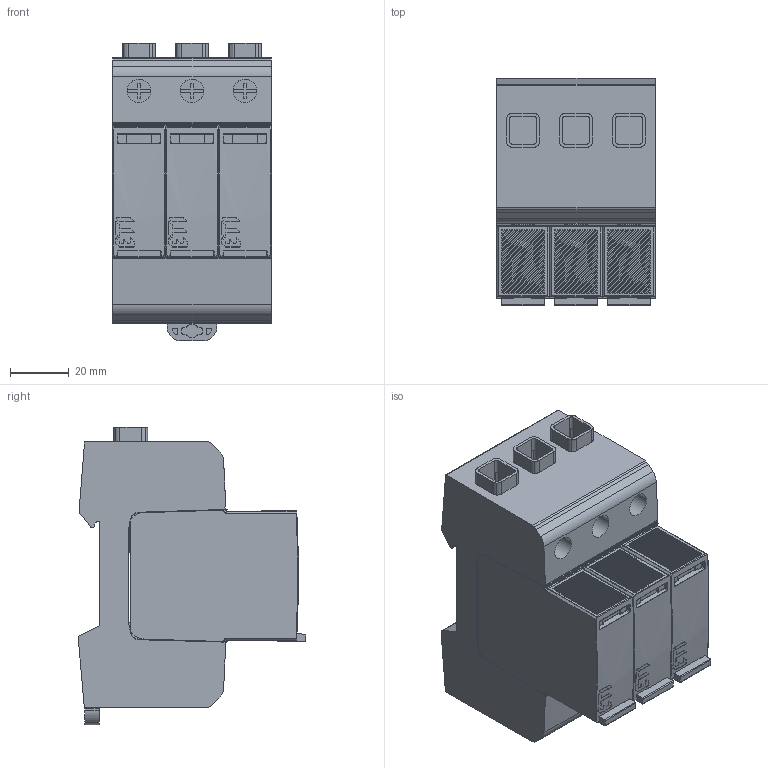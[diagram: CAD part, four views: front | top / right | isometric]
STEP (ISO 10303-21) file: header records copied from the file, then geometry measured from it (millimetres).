
FILE_DESCRIPTION((''),'2;1');
FILE_NAME('JJ_ASM','2022-01-05T11:47:21',('marketing.praksa'),('Audax d.o.o.'),'CREO PARAMETRIC BY PTC INC, 2021304','CREO PARAMETRIC BY PTC INC, 2021304','');
FILE_SCHEMA(('AP242_MANAGED_MODEL_BASED_3D_ENGINEERING_MIM_LF { 1 0 10303 442 1 1 4 }'));
Products named in the file (15): IZ59_A569_MOD_ETITEC_ML_T123__4; PRT0018_1_1_1_1_1_2; PRT0019_1_1_1_1_1_1_2; PRT0019_1_2_1_1_1_1_2; PRT0019_1_3_1_1_1_1_2; PRT0019_1_ASM_1_ASM_1_ASM_1_1_ASM; PRT9567_1_1_1_1_2; ETITEC_ML_MODU_ASM_1_ASM_1_AS_3_ASM; PRT0020_1_1_1_1_2; PRT0021_1_1_1_1_2; PRT0022_1_1_1_1_2; VIJA_ASM_1_ASM_1_ASM_1_1_ASM; PRT0017_1_2_1_1_1_1_2; IZ59_0661_ETITEC_M_T2_PV_1500_4; JJ_ASM
Assembly tree (16 placements, depth 4):
  JJ_ASM
    ETITEC_ML_MODU_ASM_1_ASM_1_AS_3_ASM  x3
      IZ59_A569_MOD_ETITEC_ML_T123__4
      PRT0018_1_1_1_1_1_2
      PRT0019_1_ASM_1_ASM_1_ASM_1_1_ASM
        PRT0019_1_1_1_1_1_1_2
        PRT0019_1_2_1_1_1_1_2
        PRT0019_1_3_1_1_1_1_2
      PRT9567_1_1_1_1_2
    VIJA_ASM_1_ASM_1_ASM_1_1_ASM
      PRT0020_1_1_1_1_2
      PRT0021_1_1_1_1_2
      PRT0022_1_1_1_1_2
    PRT0017_1_2_1_1_1_1_2
    IZ59_0661_ETITEC_M_T2_PV_1500_4
Bounding box: 54 x 77.28 x 101.21 mm (x, y, z)
Volume: 275134.6 mm3; surface area: 67672.7 mm2
Topology: 23 solids, 29 shells, 1963 faces, 5499 edges, 3711 vertices
Faces by surface type: plane 964, cylinder 762, bspline 75, torus 66, sphere 51, extrusion 33, cone 12
Entity records: 37483 total; most frequent: CARTESIAN_POINT 8135, ORIENTED_EDGE 4596, DIRECTION 4475, EDGE_CURVE 2298, AXIS2_PLACEMENT_3D 1591, VERTEX_POINT 1565, PRESENTATION_STYLE_ASSIGNMENT 1417, STYLED_ITEM 1417
